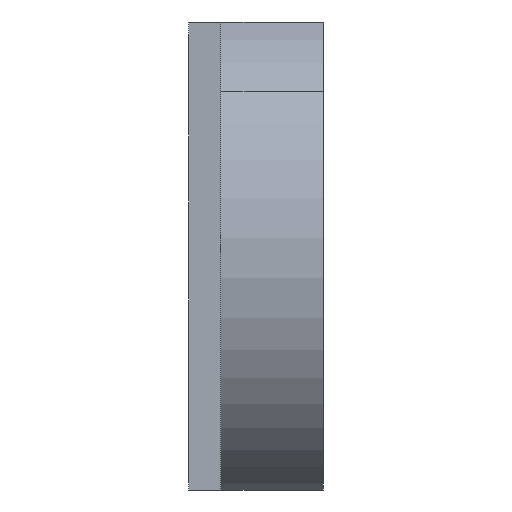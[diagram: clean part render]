
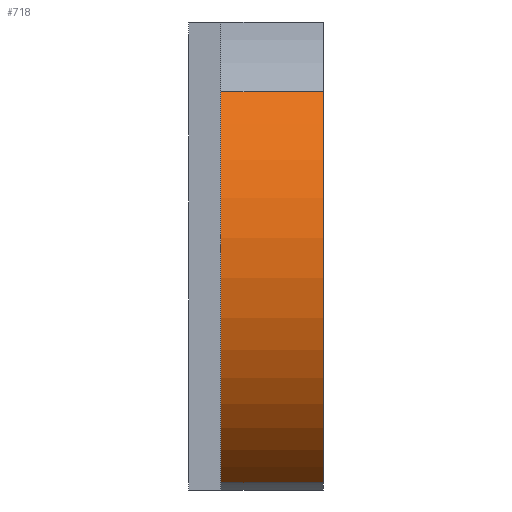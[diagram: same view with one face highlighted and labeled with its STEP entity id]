
A CAD part, left-side view. The second image highlights one B-rep face of the part: STEP entity #718.
In plain terms, the highlighted free-form (B-spline) face has degree [3, 1] with [19, 2] control points.
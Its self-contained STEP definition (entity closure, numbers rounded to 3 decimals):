
#66=LINE('',#1572,#113);
#68=LINE('',#1615,#115);
#113=VECTOR('',#933,10.);
#115=VECTOR('',#937,10.);
#155=B_SPLINE_SURFACE_WITH_KNOTS('',3,1,((#1576,#1577),(#1578,#1579),(#1580,
#1581),(#1582,#1583),(#1584,#1585),(#1586,#1587),(#1588,#1589),(#1590,#1591),
(#1592,#1593),(#1594,#1595),(#1596,#1597),(#1598,#1599),(#1600,#1601),(#1602,
#1603),(#1604,#1605),(#1606,#1607),(#1608,#1609),(#1610,#1611),(#1612,#1613)),
 .UNSPECIFIED.,.F.,.F.,.F.,(4,3,3,3,3,3,4),(2,2),(-2.183,-1.83,
-1.474,-0.986,-0.494,0.,0.003),
(-0.535,0.1),.UNSPECIFIED.);
#182=FACE_OUTER_BOUND('',#225,.T.);
#225=EDGE_LOOP('',(#614,#615,#616,#617));
#301=B_SPLINE_CURVE_WITH_KNOTS('',3,(#1447,#1448,#1449,#1450,#1451,#1452,
#1453,#1454,#1455,#1456,#1457,#1458,#1459,#1460,#1461,#1462,#1463,#1464,
#1465),.UNSPECIFIED.,.F.,.F.,(4,3,3,3,3,3,4),(-2.183,-1.83,
-1.474,-0.986,-0.494,0.,0.003),
 .UNSPECIFIED.);
#304=B_SPLINE_CURVE_WITH_KNOTS('',3,(#1616,#1617,#1618,#1619,#1620,#1621,
#1622,#1623,#1624,#1625,#1626,#1627,#1628,#1629,#1630,#1631,#1632,#1633,
#1634),.UNSPECIFIED.,.F.,.F.,(4,3,3,3,3,3,4),(-2.183,-1.83,
-1.474,-0.986,-0.494,0.,0.003),
 .UNSPECIFIED.);
#342=VERTEX_POINT('',#1444);
#343=VERTEX_POINT('',#1446);
#355=VERTEX_POINT('',#1571);
#357=VERTEX_POINT('',#1614);
#430=EDGE_CURVE('',#342,#343,#301,.T.);
#447=EDGE_CURVE('',#343,#355,#66,.T.);
#450=EDGE_CURVE('',#342,#357,#68,.T.);
#451=EDGE_CURVE('',#357,#355,#304,.T.);
#614=ORIENTED_EDGE('',*,*,#450,.T.);
#615=ORIENTED_EDGE('',*,*,#451,.T.);
#616=ORIENTED_EDGE('',*,*,#447,.F.);
#617=ORIENTED_EDGE('',*,*,#430,.F.);
#718=ADVANCED_FACE('',(#182),#155,.F.);
#933=DIRECTION('',(0.,1.,0.));
#937=DIRECTION('',(0.,1.,0.));
#1444=CARTESIAN_POINT('',(-11.996,42.55,10.312));
#1446=CARTESIAN_POINT('',(-8.324,42.55,-13.898));
#1447=CARTESIAN_POINT('Ctrl Pts',(-11.996,42.55,10.312));
#1448=CARTESIAN_POINT('Ctrl Pts',(-12.994,42.55,9.183));
#1449=CARTESIAN_POINT('Ctrl Pts',(-13.826,42.55,7.916));
#1450=CARTESIAN_POINT('Ctrl Pts',(-14.466,42.55,6.553));
#1451=CARTESIAN_POINT('Ctrl Pts',(-15.114,42.55,5.173));
#1452=CARTESIAN_POINT('Ctrl Pts',(-15.56,42.55,3.708));
#1453=CARTESIAN_POINT('Ctrl Pts',(-15.791,42.55,2.203));
#1454=CARTESIAN_POINT('Ctrl Pts',(-16.107,42.55,0.144));
#1455=CARTESIAN_POINT('Ctrl Pts',(-16.017,42.55,-1.955));
#1456=CARTESIAN_POINT('Ctrl Pts',(-15.528,42.55,-3.977));
#1457=CARTESIAN_POINT('Ctrl Pts',(-15.036,42.55,-6.012));
#1458=CARTESIAN_POINT('Ctrl Pts',(-14.151,42.55,-7.93));
#1459=CARTESIAN_POINT('Ctrl Pts',(-12.925,42.55,-9.624));
#1460=CARTESIAN_POINT('Ctrl Pts',(-11.69,42.55,-11.33));
#1461=CARTESIAN_POINT('Ctrl Pts',(-10.135,42.55,-12.775));
#1462=CARTESIAN_POINT('Ctrl Pts',(-8.348,42.55,-13.883));
#1463=CARTESIAN_POINT('Ctrl Pts',(-8.34,42.55,-13.888));
#1464=CARTESIAN_POINT('Ctrl Pts',(-8.332,42.55,-13.893));
#1465=CARTESIAN_POINT('Ctrl Pts',(-8.324,42.55,-13.898));
#1571=CARTESIAN_POINT('',(-8.324,48.9,-13.898));
#1572=CARTESIAN_POINT('',(-8.324,47.9,-13.898));
#1576=CARTESIAN_POINT('Ctrl Pts',(-11.996,42.55,10.312));
#1577=CARTESIAN_POINT('Ctrl Pts',(-11.996,48.9,10.312));
#1578=CARTESIAN_POINT('Ctrl Pts',(-12.994,42.55,9.183));
#1579=CARTESIAN_POINT('Ctrl Pts',(-12.994,48.9,9.183));
#1580=CARTESIAN_POINT('Ctrl Pts',(-13.826,42.55,7.916));
#1581=CARTESIAN_POINT('Ctrl Pts',(-13.826,48.9,7.916));
#1582=CARTESIAN_POINT('Ctrl Pts',(-14.466,42.55,6.553));
#1583=CARTESIAN_POINT('Ctrl Pts',(-14.466,48.9,6.553));
#1584=CARTESIAN_POINT('Ctrl Pts',(-15.114,42.55,5.173));
#1585=CARTESIAN_POINT('Ctrl Pts',(-15.114,48.9,5.173));
#1586=CARTESIAN_POINT('Ctrl Pts',(-15.56,42.55,3.708));
#1587=CARTESIAN_POINT('Ctrl Pts',(-15.56,48.9,3.708));
#1588=CARTESIAN_POINT('Ctrl Pts',(-15.791,42.55,2.203));
#1589=CARTESIAN_POINT('Ctrl Pts',(-15.791,48.9,2.203));
#1590=CARTESIAN_POINT('Ctrl Pts',(-16.107,42.55,0.144));
#1591=CARTESIAN_POINT('Ctrl Pts',(-16.107,48.9,0.144));
#1592=CARTESIAN_POINT('Ctrl Pts',(-16.017,42.55,-1.955));
#1593=CARTESIAN_POINT('Ctrl Pts',(-16.017,48.9,-1.955));
#1594=CARTESIAN_POINT('Ctrl Pts',(-15.528,42.55,-3.977));
#1595=CARTESIAN_POINT('Ctrl Pts',(-15.528,48.9,-3.977));
#1596=CARTESIAN_POINT('Ctrl Pts',(-15.036,42.55,-6.012));
#1597=CARTESIAN_POINT('Ctrl Pts',(-15.036,48.9,-6.012));
#1598=CARTESIAN_POINT('Ctrl Pts',(-14.151,42.55,-7.93));
#1599=CARTESIAN_POINT('Ctrl Pts',(-14.151,48.9,-7.93));
#1600=CARTESIAN_POINT('Ctrl Pts',(-12.925,42.55,-9.624));
#1601=CARTESIAN_POINT('Ctrl Pts',(-12.925,48.9,-9.624));
#1602=CARTESIAN_POINT('Ctrl Pts',(-11.69,42.55,-11.33));
#1603=CARTESIAN_POINT('Ctrl Pts',(-11.69,48.9,-11.33));
#1604=CARTESIAN_POINT('Ctrl Pts',(-10.135,42.55,-12.775));
#1605=CARTESIAN_POINT('Ctrl Pts',(-10.135,48.9,-12.775));
#1606=CARTESIAN_POINT('Ctrl Pts',(-8.348,42.55,-13.883));
#1607=CARTESIAN_POINT('Ctrl Pts',(-8.348,48.9,-13.883));
#1608=CARTESIAN_POINT('Ctrl Pts',(-8.34,42.55,-13.888));
#1609=CARTESIAN_POINT('Ctrl Pts',(-8.34,48.9,-13.888));
#1610=CARTESIAN_POINT('Ctrl Pts',(-8.332,42.55,-13.893));
#1611=CARTESIAN_POINT('Ctrl Pts',(-8.332,48.9,-13.893));
#1612=CARTESIAN_POINT('Ctrl Pts',(-8.324,42.55,-13.898));
#1613=CARTESIAN_POINT('Ctrl Pts',(-8.324,48.9,-13.898));
#1614=CARTESIAN_POINT('',(-11.996,48.9,10.312));
#1615=CARTESIAN_POINT('',(-11.996,47.9,10.312));
#1616=CARTESIAN_POINT('Ctrl Pts',(-11.996,48.9,10.312));
#1617=CARTESIAN_POINT('Ctrl Pts',(-12.994,48.9,9.183));
#1618=CARTESIAN_POINT('Ctrl Pts',(-13.826,48.9,7.916));
#1619=CARTESIAN_POINT('Ctrl Pts',(-14.466,48.9,6.553));
#1620=CARTESIAN_POINT('Ctrl Pts',(-15.114,48.9,5.173));
#1621=CARTESIAN_POINT('Ctrl Pts',(-15.56,48.9,3.708));
#1622=CARTESIAN_POINT('Ctrl Pts',(-15.791,48.9,2.203));
#1623=CARTESIAN_POINT('Ctrl Pts',(-16.107,48.9,0.144));
#1624=CARTESIAN_POINT('Ctrl Pts',(-16.017,48.9,-1.955));
#1625=CARTESIAN_POINT('Ctrl Pts',(-15.528,48.9,-3.977));
#1626=CARTESIAN_POINT('Ctrl Pts',(-15.036,48.9,-6.012));
#1627=CARTESIAN_POINT('Ctrl Pts',(-14.151,48.9,-7.93));
#1628=CARTESIAN_POINT('Ctrl Pts',(-12.925,48.9,-9.624));
#1629=CARTESIAN_POINT('Ctrl Pts',(-11.69,48.9,-11.33));
#1630=CARTESIAN_POINT('Ctrl Pts',(-10.135,48.9,-12.775));
#1631=CARTESIAN_POINT('Ctrl Pts',(-8.348,48.9,-13.883));
#1632=CARTESIAN_POINT('Ctrl Pts',(-8.34,48.9,-13.888));
#1633=CARTESIAN_POINT('Ctrl Pts',(-8.332,48.9,-13.893));
#1634=CARTESIAN_POINT('Ctrl Pts',(-8.324,48.9,-13.898));
